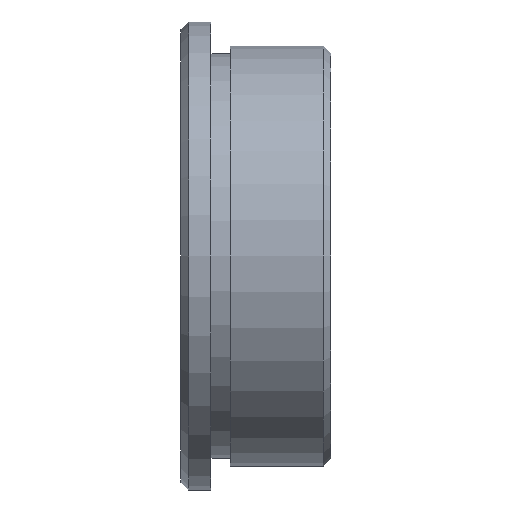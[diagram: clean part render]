
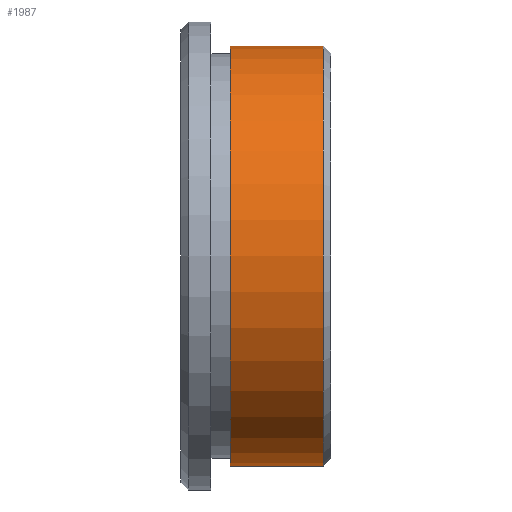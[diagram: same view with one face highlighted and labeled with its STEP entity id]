
A CAD part, left-side view. The second image highlights one B-rep face of the part: STEP entity #1987.
In plain terms, the highlighted cylindrical face has radius 7 mm (diameter 14 mm), a partial arc.
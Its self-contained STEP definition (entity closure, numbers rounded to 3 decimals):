
#9 = CARTESIAN_POINT ( 'NONE',  ( 0., 3.365, 0. ) ) ;
#293 = CIRCLE ( 'NONE', #1124, 7. ) ;
#335 = CARTESIAN_POINT ( 'NONE',  ( 0., 3.365, 7. ) ) ;
#355 = DIRECTION ( 'NONE',  ( 0., 0., 1. ) ) ;
#438 = ORIENTED_EDGE ( 'NONE', *, *, #1038, .F. ) ;
#520 = VERTEX_POINT ( 'NONE', #805 ) ;
#539 = VERTEX_POINT ( 'NONE', #1929 ) ;
#563 = ORIENTED_EDGE ( 'NONE', *, *, #739, .T. ) ;
#627 = LINE ( 'NONE', #1213, #1203 ) ;
#663 = CARTESIAN_POINT ( 'NONE',  ( 0., 4., 0. ) ) ;
#739 = EDGE_CURVE ( 'NONE', #925, #520, #748, .T. ) ;
#748 = LINE ( 'NONE', #931, #912 ) ;
#761 = EDGE_LOOP ( 'NONE', ( #438, #949, #563, #1142 ) ) ;
#805 = CARTESIAN_POINT ( 'NONE',  ( 0., 0.254, -7. ) ) ;
#880 = CARTESIAN_POINT ( 'NONE',  ( 0., 3.365, -7. ) ) ;
#912 = VECTOR ( 'NONE', #1881, 1000. ) ;
#925 = VERTEX_POINT ( 'NONE', #880 ) ;
#931 = CARTESIAN_POINT ( 'NONE',  ( 0., 4., -7. ) ) ;
#932 = DIRECTION ( 'NONE',  ( 0., 1., 0. ) ) ;
#949 = ORIENTED_EDGE ( 'NONE', *, *, #1360, .F. ) ;
#1038 = EDGE_CURVE ( 'NONE', #1410, #539, #627, .T. ) ;
#1049 = FACE_OUTER_BOUND ( 'NONE', #761, .T. ) ;
#1088 = DIRECTION ( 'NONE',  ( 0., 0., 1. ) ) ;
#1111 = DIRECTION ( 'NONE',  ( 0., 0., -1. ) ) ;
#1124 = AXIS2_PLACEMENT_3D ( 'NONE', #9, #932, #1088 ) ;
#1142 = ORIENTED_EDGE ( 'NONE', *, *, #1964, .T. ) ;
#1177 = AXIS2_PLACEMENT_3D ( 'NONE', #1714, #1893, #355 ) ;
#1203 = VECTOR ( 'NONE', #1531, 1000. ) ;
#1213 = CARTESIAN_POINT ( 'NONE',  ( 0., 4., 7. ) ) ;
#1314 = CYLINDRICAL_SURFACE ( 'NONE', #1382, 7. ) ;
#1360 = EDGE_CURVE ( 'NONE', #925, #1410, #293, .T. ) ;
#1382 = AXIS2_PLACEMENT_3D ( 'NONE', #663, #1579, #1111 ) ;
#1410 = VERTEX_POINT ( 'NONE', #335 ) ;
#1531 = DIRECTION ( 'NONE',  ( 0., -1., 0. ) ) ;
#1567 = CIRCLE ( 'NONE', #1177, 7. ) ;
#1579 = DIRECTION ( 'NONE',  ( 0., -1., 0. ) ) ;
#1714 = CARTESIAN_POINT ( 'NONE',  ( 0., 0.254, 0. ) ) ;
#1881 = DIRECTION ( 'NONE',  ( 0., -1., 0. ) ) ;
#1893 = DIRECTION ( 'NONE',  ( 0., 1., 0. ) ) ;
#1929 = CARTESIAN_POINT ( 'NONE',  ( 0., 0.254, 7. ) ) ;
#1964 = EDGE_CURVE ( 'NONE', #520, #539, #1567, .T. ) ;
#1987 = ADVANCED_FACE ( 'NONE', ( #1049 ), #1314, .T. ) ;
